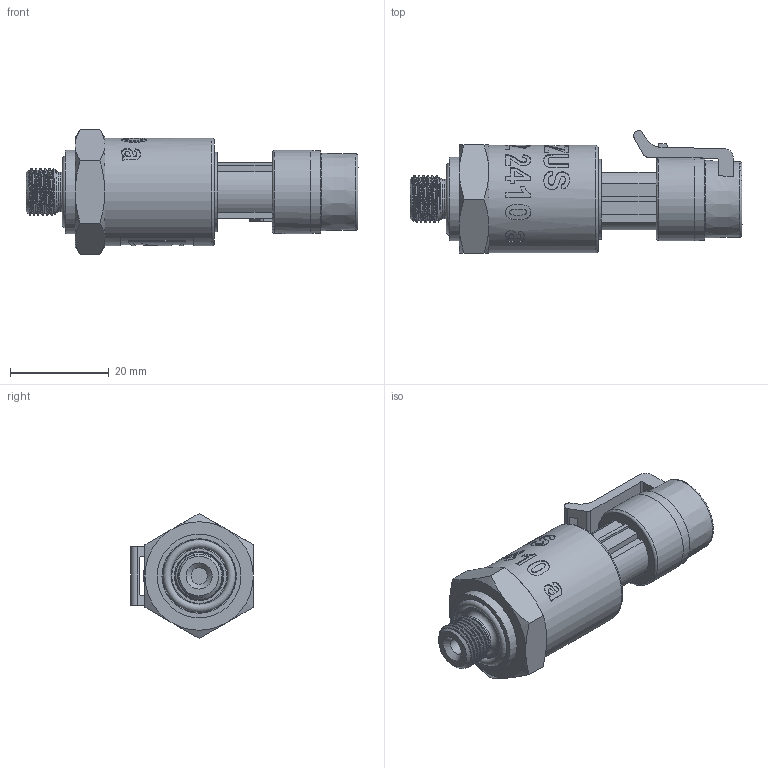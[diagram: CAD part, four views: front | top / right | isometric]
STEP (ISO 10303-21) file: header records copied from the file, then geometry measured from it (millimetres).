
FILE_DESCRIPTION(/* description */ (''),/* implementation_level */ '2;1');
FILE_NAME(/* name */ 'APZ2410a_G1''8DIN_Pac.step',/* time_stamp */ '2021-07-15T11:59:47+03:00',/* author */ (''),/* organization */ (''),/* preprocessor_version */ 'ST-DEVELOPER v18.1',/* originating_system */ 'Autodesk Translation Framework v10.9.0.1377',/* authorisation */ '');
FILE_SCHEMA (('AUTOMOTIVE_DESIGN { 1 0 10303 214 3 1 1 }'));
Length unit declared in the file: millimetre
Products named in the file (4): АПЗ 2410 a - filled (not 100% correct
); G1/8 DIN; Packard male v13; Packard female v5
Assembly tree (3 placements, depth 2):
  АПЗ 2410 a - filled (not 100% correct
)
    G1/8 DIN
    Packard male v13
    Packard female v5
Bounding box: 67.4 x 24.89 x 25.4 mm (x, y, z)
Volume: 16546.2 mm3; surface area: 10546.3 mm2
Topology: 11 solids, 11 shells, 518 faces, 1328 edges, 879 vertices
Faces by surface type: bspline 250, plane 157, cylinder 66, cone 32, torus 13
Full cylindrical faces by diameter (mm): 1.5 x3, 3.3 x1, 8 x1, 8.566 x5, 10.123 x1, 11.5 x1, 12 x1, 12.623 x2, 13.9 x1, 14.7 x1, 16.2 x1, 16.9 x1, 17 x1, 18.2 x1, 19 x1, 20.2 x1, 21.2 x1, 21.8 x1
Entity records: 23272 total; most frequent: CARTESIAN_POINT 12206, ORIENTED_EDGE 2656, DIRECTION 1499, EDGE_CURVE 1328, VERTEX_POINT 879, EDGE_LOOP 579, LINE 575, VECTOR 575
